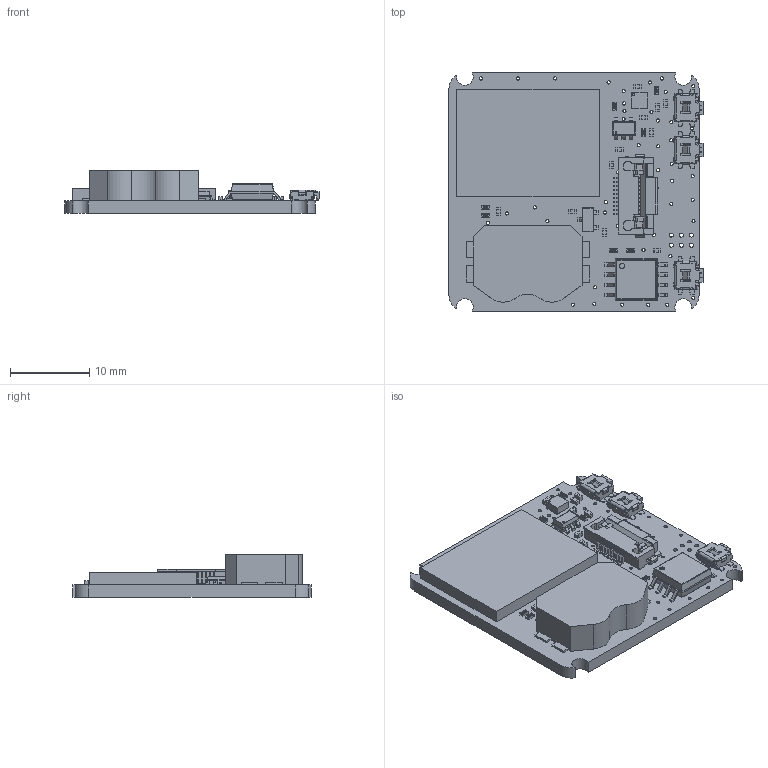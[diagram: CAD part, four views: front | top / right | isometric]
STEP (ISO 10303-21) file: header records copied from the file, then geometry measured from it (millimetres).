
FILE_DESCRIPTION(/* description */ (''),/* implementation_level */ '2;1');
FILE_NAME(/* name */ 'nrf52_watch_rev_0_9_3D.step',/* time_stamp */ '2018-10-13T16:42:49+02:00',/* author */ ('Ole Bauck'),/* organization */ (''),/* preprocessor_version */ 'ST-DEVELOPER v17.2',/* originating_system */ 'Autodesk Translation Framework v7.6.0.251',/* authorisation */ '');
FILE_SCHEMA (('AUTOMOTIVE_DESIGN { 1 0 10303 214 3 1 1 }'));
Length unit declared in the file: millimetre
Products named in the file (21): nrf52_watch_rev_0_9; PCB Component; Board; 10nF; 10M; MX25R6435FM2IL0; Body; PinsArrayLR; 0528921033; EVQ-P7C01P; TCK106AF; Body (1); PinsArrayL; PinsArrayR; MMA8652FCR1; Body (2); PinsArrayLR (1); ISL60002; BATTERY-BK-916; HOLYIOT_18010; NO_BOM
Assembly tree (38 placements, depth 4):
  nrf52_watch_rev_0_9
    PCB Component
      Board
      10nF  x11
      10M  x7
      MX25R6435FM2IL0
        Body
        PinsArrayLR
      0528921033
      EVQ-P7C01P  x3
      TCK106AF
        Body (1)
        PinsArrayL
        PinsArrayR
      MMA8652FCR1
        Body (2)
        PinsArrayLR (1)
      ISL60002
      BATTERY-BK-916
      HOLYIOT_18010
      NO_BOM
Bounding box: 32 x 30 x 5.38 mm (x, y, z)
Volume: 2454.4 mm3; surface area: 4019 mm2
Topology: 52 solids, 52 shells, 2905 faces, 8405 edges, 5653 vertices
Faces by surface type: plane 2086, cylinder 695, sphere 112, bspline 12
Full cylindrical faces by diameter (mm): 0.206 x1, 0.25 x1, 0.4 x112, 0.5 x2, 0.508 x6, 0.65 x6, 0.66 x1, 0.9 x6
Entity records: 51779 total; most frequent: CARTESIAN_POINT 9523, ORIENTED_EDGE 8718, DIRECTION 8251, EDGE_CURVE 4359, LINE 3397, VECTOR 3397, VERTEX_POINT 2893, AXIS2_PLACEMENT_3D 2427
